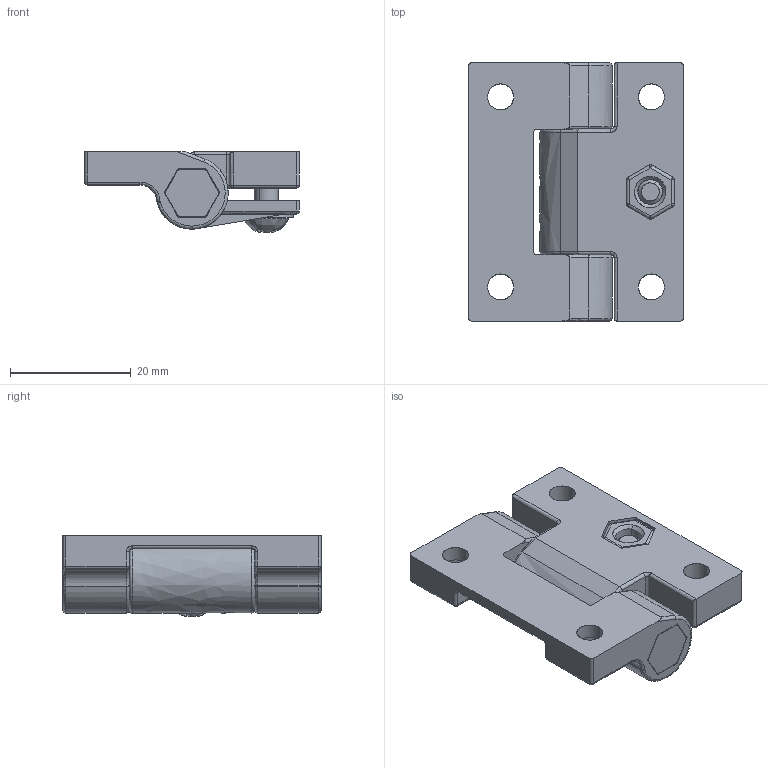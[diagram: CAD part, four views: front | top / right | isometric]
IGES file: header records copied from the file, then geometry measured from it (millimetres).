
Start section: SolidWorks IGES file using analytic representation for surfaces
Global section: file name: CL-272.IGS; native system: SolidWorks 2006 by SolidWorks Corporation; preprocessor: SolidWorks 2006 by SolidWorks Corporation; author: Deathkiller; date: 080813.164135; units: millimetre
Bounding box: 35.6 x 42.8 x 13.3 mm (x, y, z)
Surface area: 8613.8 mm2 (no closed solid volume)
Topology: 0 solids, 0 shells, 344 faces, 2933 edges, 2901 vertices
Faces by surface type: bspline 176, revolution 168
